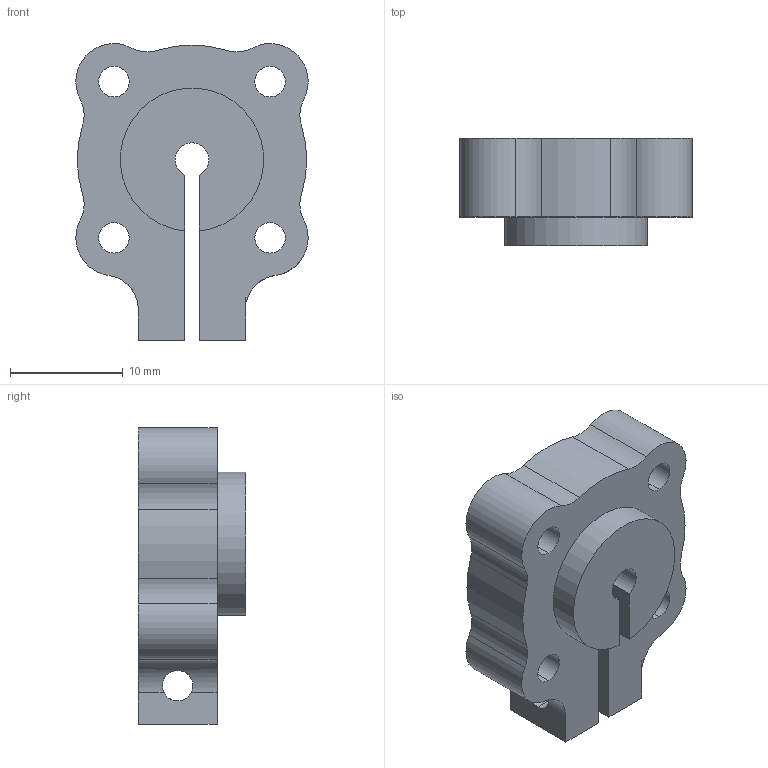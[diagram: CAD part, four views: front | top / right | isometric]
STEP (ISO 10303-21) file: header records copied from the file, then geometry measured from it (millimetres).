
FILE_DESCRIPTION (( 'STEP AP203' ), '1' );
FILE_NAME ('545604.STEP', '2014-07-11T18:12:40', ( 'Kyle' ), ( 'Microsoft' ), 'SwSTEP 2.0', 'SolidWorks 2014', '' );
FILE_SCHEMA (( 'CONFIG_CONTROL_DESIGN' ));
Length unit declared in the file: inch
Products named in the file (1): 545604
Bounding box: 20.57 x 9.53 x 26.29 mm (x, y, z)
Volume: 3042.5 mm3; surface area: 2121 mm2
Topology: 1 solids, 1 shells, 41 faces, 120 edges, 80 vertices
Faces by surface type: cylinder 32, plane 9
Entity records: 1565 total; most frequent: CARTESIAN_POINT 322, DIRECTION 258, ORIENTED_EDGE 240, EDGE_CURVE 120, AXIS2_PLACEMENT_3D 102, VERTEX_POINT 80, CIRCLE 60, VECTOR 54
